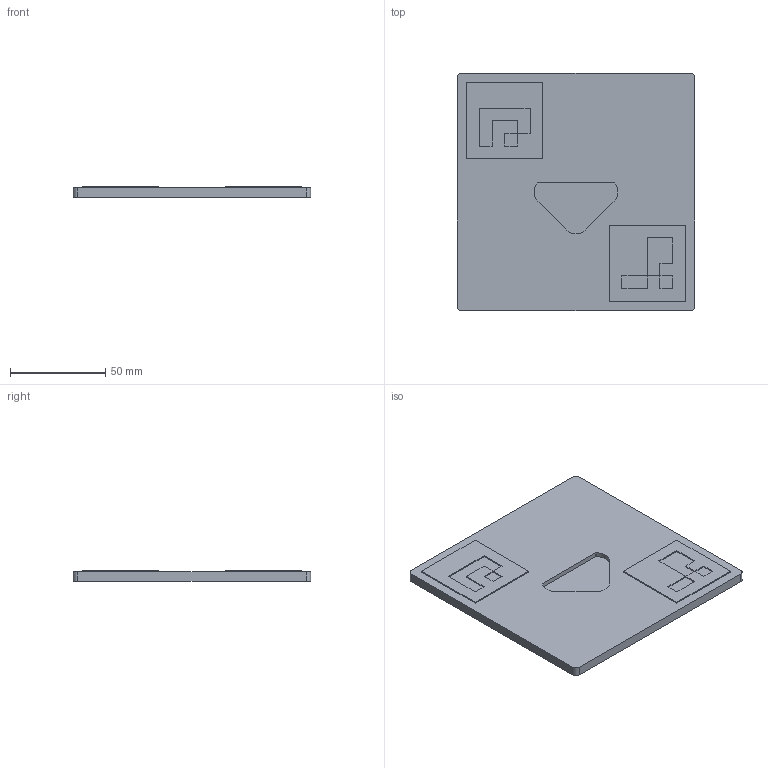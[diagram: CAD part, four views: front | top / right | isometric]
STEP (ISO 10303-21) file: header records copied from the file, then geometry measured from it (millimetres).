
FILE_DESCRIPTION(/* description */ (''),/* implementation_level */ '2;1');
FILE_NAME(/* name */ 'base 01-02.step',/* time_stamp */ '2025-09-24T14:04:15+02:00',/* author */ (''),/* organization */ (''),/* preprocessor_version */ 'ST-DEVELOPER v20.1',/* originating_system */ 'Autodesk Translation Framework v14.17.0.0',/* authorisation */ '');
FILE_SCHEMA (('AUTOMOTIVE_DESIGN { 1 0 10303 214 3 1 1 }'));
Length unit declared in the file: millimetre
Products named in the file (1): base 01-02
Bounding box: 125 x 125 x 5.6 mm (x, y, z)
Volume: 76415 mm3; surface area: 35595.6 mm2
Topology: 1 solids, 1 shells, 102 faces, 255 edges, 164 vertices
Faces by surface type: plane 84, cylinder 18
Full cylindrical faces by diameter (mm): 10.2 x3
Entity records: 3030 total; most frequent: CARTESIAN_POINT 522, ORIENTED_EDGE 510, DIRECTION 497, EDGE_CURVE 255, LINE 219, VECTOR 219, VERTEX_POINT 164, AXIS2_PLACEMENT_3D 139
